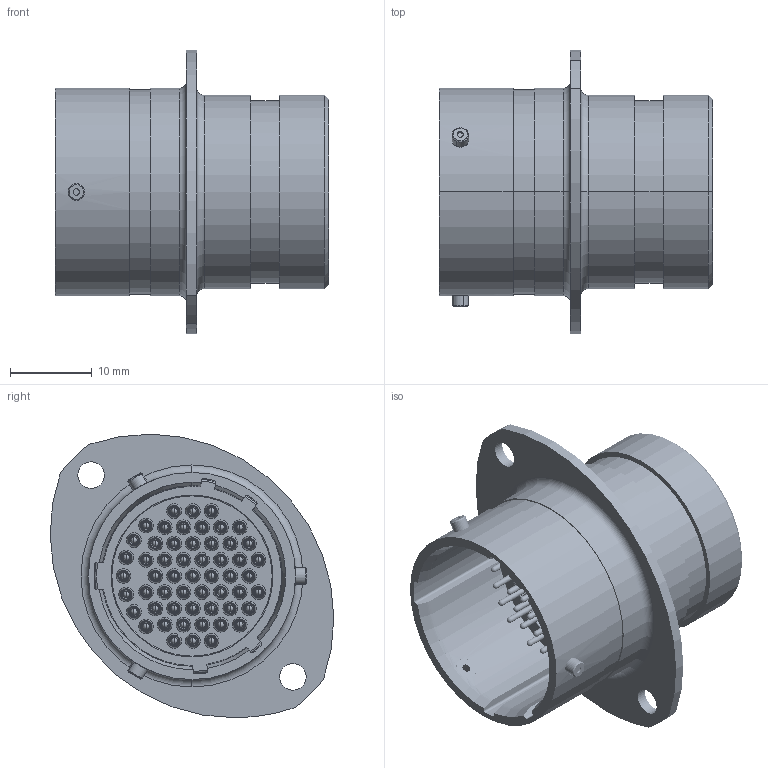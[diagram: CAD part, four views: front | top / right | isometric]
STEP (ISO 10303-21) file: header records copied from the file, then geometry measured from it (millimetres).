
FILE_DESCRIPTION (( 'STEP AP214' ), '1' );
FILE_NAME ('AS016-35PN.STEP', '2013-05-24T09:34:55', ( 'TE Connectivity' ), ( 'TE Connectivity' ), 'SwSTEP 2.0', 'SolidWorks 2011', '' );
FILE_SCHEMA (( 'AUTOMOTIVE_DESIGN' ));
Length unit declared in the file: inch
Products named in the file (1): AS016-35PN
Bounding box: 33.31 x 34.6 x 34.6 mm (x, y, z)
Volume: 9472.8 mm3; surface area: 12274 mm2
Topology: 64 solids, 64 shells, 2253 faces, 4691 edges, 2741 vertices
Faces by surface type: torus 902, cylinder 654, cone 350, plane 327, sphere 20
Entity records: 91032 total; most frequent: DIRECTION 12717, CARTESIAN_POINT 9989, ORIENTED_EDGE 9330, AXIS2_PLACEMENT_3D 5844, EDGE_CURVE 4665, CIRCLE 3594, VERTEX_POINT 2729, EDGE_LOOP 2670
